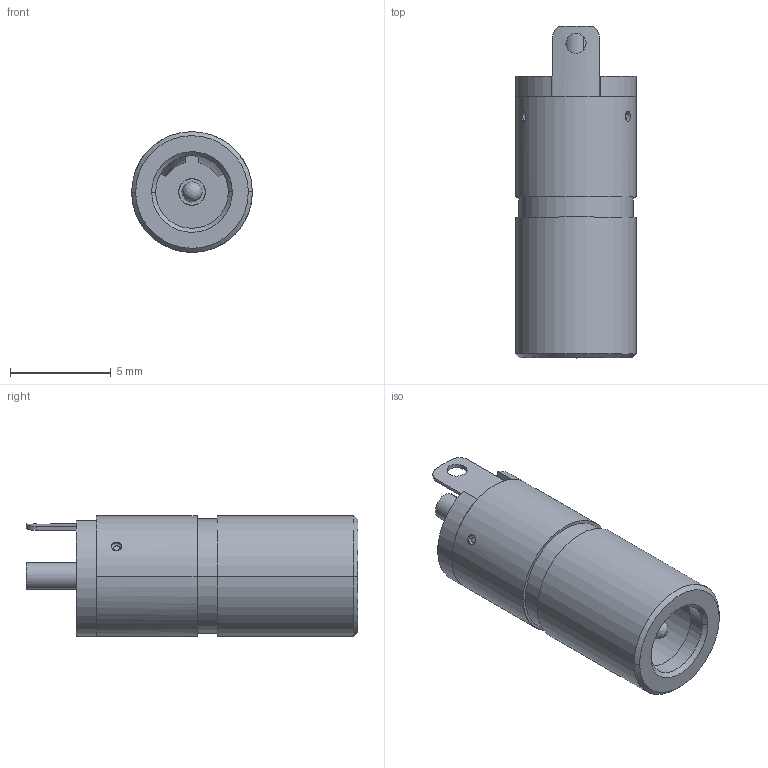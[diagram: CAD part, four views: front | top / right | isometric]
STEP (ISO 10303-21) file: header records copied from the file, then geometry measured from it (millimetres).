
FILE_DESCRIPTION (( 'STEP AP203' ), '1' );
FILE_NAME ('50-00045.step', '2016-09-15T21:32:24', ( '' ), ( '' ), 'SwSTEP 2.0', 'SolidWorks 2015', '' );
FILE_SCHEMA (( 'CONFIG_CONTROL_DESIGN' ));
Length unit declared in the file: millimetre
Products named in the file (5): 50-00045 pin; 50-00045 insulator; 50-00045; 50-00045 spring contact; 50-00045 shell
Assembly tree (4 placements, depth 2):
  50-00045
    50-00045 spring contact
    50-00045 shell
    50-00045 pin
    50-00045 insulator
Bounding box: 6 x 16.5 x 6 mm (x, y, z)
Volume: 230.7 mm3; surface area: 931.5 mm2
Topology: 4 solids, 6 shells, 128 faces, 308 edges, 197 vertices
Faces by surface type: cylinder 55, plane 42, bspline 24, cone 6, torus 1
Entity records: 5806 total; most frequent: CARTESIAN_POINT 2386, DIRECTION 608, ORIENTED_EDGE 602, EDGE_CURVE 302, AXIS2_PLACEMENT_3D 249, VERTEX_POINT 197, EDGE_LOOP 148, CIRCLE 137
